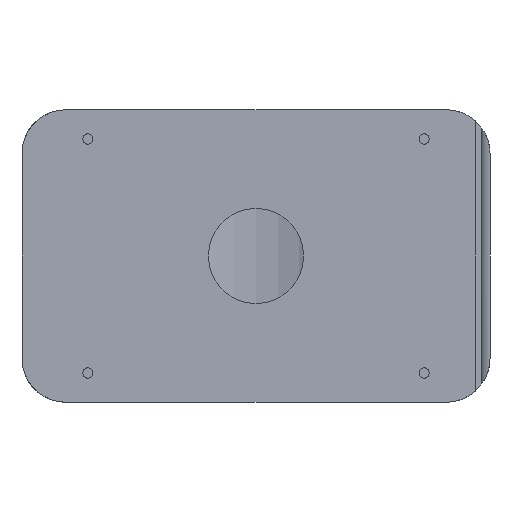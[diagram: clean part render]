
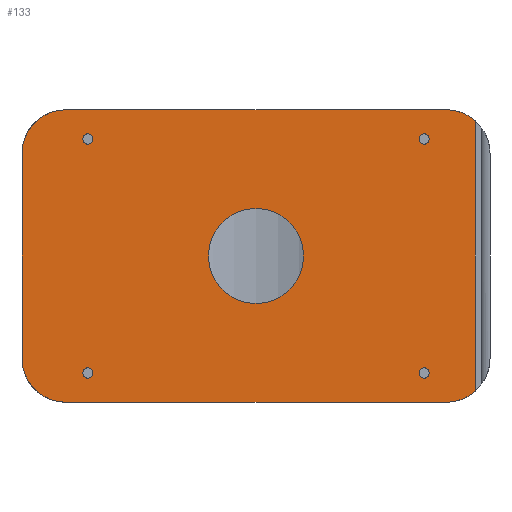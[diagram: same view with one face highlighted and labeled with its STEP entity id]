
A CAD part, front view. The second image highlights one B-rep face of the part: STEP entity #133.
In plain terms, the highlighted planar face has unit normal (0, -1, 0).
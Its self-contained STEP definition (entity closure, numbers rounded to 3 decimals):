
#133 = ADVANCED_FACE( '', ( #307, #308, #309, #310, #311, #312 ), #313, .F. );
#307 = FACE_BOUND( '', #543, .T. );
#308 = FACE_BOUND( '', #544, .T. );
#309 = FACE_BOUND( '', #545, .T. );
#310 = FACE_BOUND( '', #546, .T. );
#311 = FACE_BOUND( '', #547, .T. );
#312 = FACE_OUTER_BOUND( '', #548, .T. );
#313 = PLANE( '', #549 );
#543 = EDGE_LOOP( '', ( #1211 ) );
#544 = EDGE_LOOP( '', ( #1212 ) );
#545 = EDGE_LOOP( '', ( #1213 ) );
#546 = EDGE_LOOP( '', ( #1214 ) );
#547 = EDGE_LOOP( '', ( #1215 ) );
#548 = EDGE_LOOP( '', ( #1216, #1217, #1218, #1219, #1220, #1221, #1222, #1223 ) );
#549 = AXIS2_PLACEMENT_3D( '', #1224, #1225, #1226 );
#1211 = ORIENTED_EDGE( '', *, *, #1663, .T. );
#1212 = ORIENTED_EDGE( '', *, *, #1866, .T. );
#1213 = ORIENTED_EDGE( '', *, *, #1867, .T. );
#1214 = ORIENTED_EDGE( '', *, *, #1868, .T. );
#1215 = ORIENTED_EDGE( '', *, *, #1869, .T. );
#1216 = ORIENTED_EDGE( '', *, *, #1664, .F. );
#1217 = ORIENTED_EDGE( '', *, *, #1870, .T. );
#1218 = ORIENTED_EDGE( '', *, *, #1871, .F. );
#1219 = ORIENTED_EDGE( '', *, *, #1872, .F. );
#1220 = ORIENTED_EDGE( '', *, *, #1873, .F. );
#1221 = ORIENTED_EDGE( '', *, *, #1874, .F. );
#1222 = ORIENTED_EDGE( '', *, *, #1687, .F. );
#1223 = ORIENTED_EDGE( '', *, *, #1875, .T. );
#1224 = CARTESIAN_POINT( '', ( -16., -15.25, 10. ) );
#1225 = DIRECTION( '', ( 0., 1., 0. ) );
#1226 = DIRECTION( '', ( 0., 0., 1. ) );
#1663 = EDGE_CURVE( '', #2009, #2009, #2010, .T. );
#1664 = EDGE_CURVE( '', #2011, #2012, #2013, .T. );
#1687 = EDGE_CURVE( '', #2056, #2057, #2058, .T. );
#1866 = EDGE_CURVE( '', #2360, #2360, #2361, .T. );
#1867 = EDGE_CURVE( '', #2362, #2362, #2363, .T. );
#1868 = EDGE_CURVE( '', #2364, #2364, #2365, .T. );
#1869 = EDGE_CURVE( '', #2366, #2366, #2367, .T. );
#1870 = EDGE_CURVE( '', #2011, #2368, #2369, .T. );
#1871 = EDGE_CURVE( '', #2370, #2368, #2371, .T. );
#1872 = EDGE_CURVE( '', #2372, #2370, #2373, .T. );
#1873 = EDGE_CURVE( '', #2374, #2372, #2375, .T. );
#1874 = EDGE_CURVE( '', #2057, #2374, #2376, .T. );
#1875 = EDGE_CURVE( '', #2056, #2012, #2377, .T. );
#2009 = VERTEX_POINT( '', #2567 );
#2010 = CIRCLE( '', #2568, 3.25 );
#2011 = VERTEX_POINT( '', #2569 );
#2012 = VERTEX_POINT( '', #2570 );
#2013 = CIRCLE( '', #2571, 3. );
#2056 = VERTEX_POINT( '', #2663 );
#2057 = VERTEX_POINT( '', #2664 );
#2058 = CIRCLE( '', #2665, 3. );
#2360 = VERTEX_POINT( '', #3158 );
#2361 = CIRCLE( '', #3159, 0.35 );
#2362 = VERTEX_POINT( '', #3160 );
#2363 = CIRCLE( '', #3161, 0.35 );
#2364 = VERTEX_POINT( '', #3162 );
#2365 = CIRCLE( '', #3163, 0.35 );
#2366 = VERTEX_POINT( '', #3164 );
#2367 = CIRCLE( '', #3165, 0.35 );
#2368 = VERTEX_POINT( '', #3166 );
#2369 = LINE( '', #3167, #3168 );
#2370 = VERTEX_POINT( '', #3169 );
#2371 = CIRCLE( '', #3170, 3. );
#2372 = VERTEX_POINT( '', #3171 );
#2373 = LINE( '', #3172, #3173 );
#2374 = VERTEX_POINT( '', #3174 );
#2375 = CIRCLE( '', #3175, 3. );
#2376 = LINE( '', #3176, #3177 );
#2377 = LINE( '', #3178, #3179 );
#2567 = CARTESIAN_POINT( '', ( 0., -15.25, 3.25 ) );
#2568 = AXIS2_PLACEMENT_3D( '', #3416, #3417, #3418 );
#2569 = CARTESIAN_POINT( '', ( -13., -15.25, -10. ) );
#2570 = CARTESIAN_POINT( '', ( -16., -15.25, -7. ) );
#2571 = AXIS2_PLACEMENT_3D( '', #3419, #3420, #3421 );
#2663 = CARTESIAN_POINT( '', ( -16., -15.25, 7. ) );
#2664 = CARTESIAN_POINT( '', ( -13., -15.25, 10. ) );
#2665 = AXIS2_PLACEMENT_3D( '', #3459, #3460, #3461 );
#3158 = CARTESIAN_POINT( '', ( -11.5, -15.25, 8.35 ) );
#3159 = AXIS2_PLACEMENT_3D( '', #3742, #3743, #3744 );
#3160 = CARTESIAN_POINT( '', ( -11.5, -15.25, -7.65 ) );
#3161 = AXIS2_PLACEMENT_3D( '', #3745, #3746, #3747 );
#3162 = CARTESIAN_POINT( '', ( 11.5, -15.25, -7.65 ) );
#3163 = AXIS2_PLACEMENT_3D( '', #3748, #3749, #3750 );
#3164 = CARTESIAN_POINT( '', ( 11.5, -15.25, 8.35 ) );
#3165 = AXIS2_PLACEMENT_3D( '', #3751, #3752, #3753 );
#3166 = CARTESIAN_POINT( '', ( 13., -15.25, -10. ) );
#3167 = CARTESIAN_POINT( '', ( -16., -15.25, -10. ) );
#3168 = VECTOR( '', #3754, 1000. );
#3169 = CARTESIAN_POINT( '', ( 15., -15.25, -9.236 ) );
#3170 = AXIS2_PLACEMENT_3D( '', #3755, #3756, #3757 );
#3171 = CARTESIAN_POINT( '', ( 15., -15.25, 9.236 ) );
#3172 = CARTESIAN_POINT( '', ( 15., -15.25, 10. ) );
#3173 = VECTOR( '', #3758, 1000. );
#3174 = CARTESIAN_POINT( '', ( 13., -15.25, 10. ) );
#3175 = AXIS2_PLACEMENT_3D( '', #3759, #3760, #3761 );
#3176 = CARTESIAN_POINT( '', ( -16., -15.25, 10. ) );
#3177 = VECTOR( '', #3762, 1000. );
#3178 = CARTESIAN_POINT( '', ( -16., -15.25, 10. ) );
#3179 = VECTOR( '', #3763, 1000. );
#3416 = CARTESIAN_POINT( '', ( 0., -15.25, 0. ) );
#3417 = DIRECTION( '', ( 0., 1., 0. ) );
#3418 = DIRECTION( '', ( 0., 0., 1. ) );
#3419 = CARTESIAN_POINT( '', ( -13., -15.25, -7. ) );
#3420 = DIRECTION( '', ( 0., 1., 0. ) );
#3421 = DIRECTION( '', ( 0., 0., 1. ) );
#3459 = CARTESIAN_POINT( '', ( -13., -15.25, 7. ) );
#3460 = DIRECTION( '', ( 0., 1., 0. ) );
#3461 = DIRECTION( '', ( 0., 0., 1. ) );
#3742 = CARTESIAN_POINT( '', ( -11.5, -15.25, 8. ) );
#3743 = DIRECTION( '', ( 0., 1., 0. ) );
#3744 = DIRECTION( '', ( 0., 0., 1. ) );
#3745 = CARTESIAN_POINT( '', ( -11.5, -15.25, -8. ) );
#3746 = DIRECTION( '', ( 0., 1., 0. ) );
#3747 = DIRECTION( '', ( 0., 0., 1. ) );
#3748 = CARTESIAN_POINT( '', ( 11.5, -15.25, -8. ) );
#3749 = DIRECTION( '', ( 0., 1., 0. ) );
#3750 = DIRECTION( '', ( 0., 0., 1. ) );
#3751 = CARTESIAN_POINT( '', ( 11.5, -15.25, 8. ) );
#3752 = DIRECTION( '', ( 0., 1., 0. ) );
#3753 = DIRECTION( '', ( 0., 0., 1. ) );
#3754 = DIRECTION( '', ( 1., 0., 0. ) );
#3755 = CARTESIAN_POINT( '', ( 13., -15.25, -7. ) );
#3756 = DIRECTION( '', ( 0., 1., 0. ) );
#3757 = DIRECTION( '', ( 0., 0., 1. ) );
#3758 = DIRECTION( '', ( 0., 0., -1. ) );
#3759 = CARTESIAN_POINT( '', ( 13., -15.25, 7. ) );
#3760 = DIRECTION( '', ( 0., 1., 0. ) );
#3761 = DIRECTION( '', ( 0., 0., 1. ) );
#3762 = DIRECTION( '', ( 1., 0., 0. ) );
#3763 = DIRECTION( '', ( 0., 0., -1. ) );
